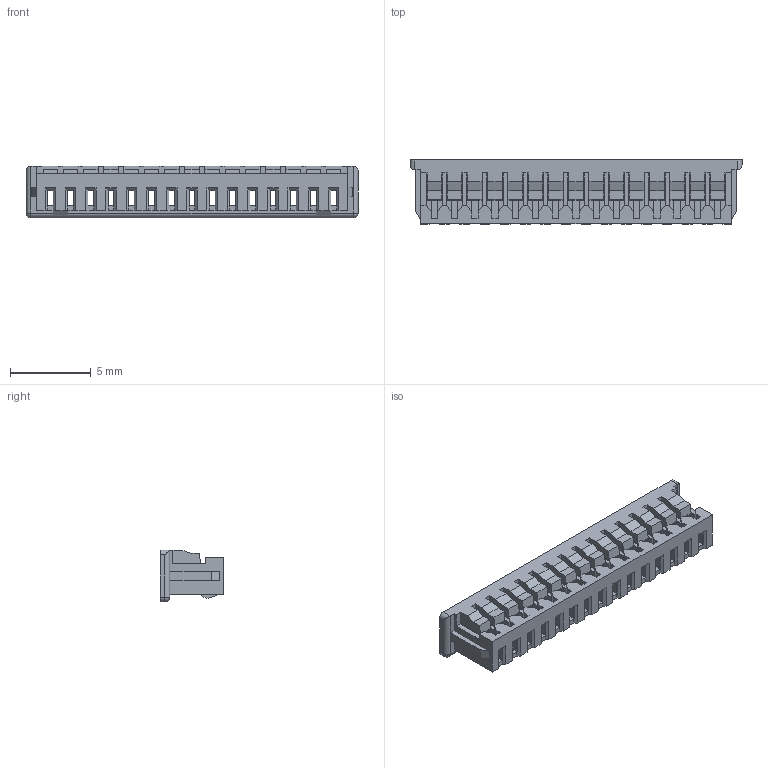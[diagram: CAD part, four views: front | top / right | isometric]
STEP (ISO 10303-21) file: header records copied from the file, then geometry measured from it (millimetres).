
FILE_DESCRIPTION(('FreeCAD Model'),'2;1');
FILE_NAME('510211500.step','2016-05-20T02:34:47',( 'Author'),(''),'Open CASCADE STEP processor 6.8','FreeCAD','Unknown' );
FILE_SCHEMA(('AUTOMOTIVE_DESIGN_CC2 { 1 2 10303 214 -1 1 5 4 }'));
Length unit declared in the file: millimetre
Products named in the file (2): ASSEMBLY; 510211500
Assembly tree (1 placements, depth 2):
  ASSEMBLY
    510211500
Bounding box: 20.5 x 3.95 x 3.2 mm (x, y, z)
Volume: 107.7 mm3; surface area: 601.8 mm2
Topology: 1 solids, 1 shells, 671 faces, 1828 edges, 1116 vertices
Faces by surface type: plane 662, cylinder 7, sphere 2
Entity records: 45103 total; most frequent: CARTESIAN_POINT 8197, DIRECTION 6804, LINE 5434, VECTOR 5434, ORIENTED_EDGE 3656, PCURVE 3656, DEFINITIONAL_REPRESENTATION 3656, EDGE_CURVE 1828
